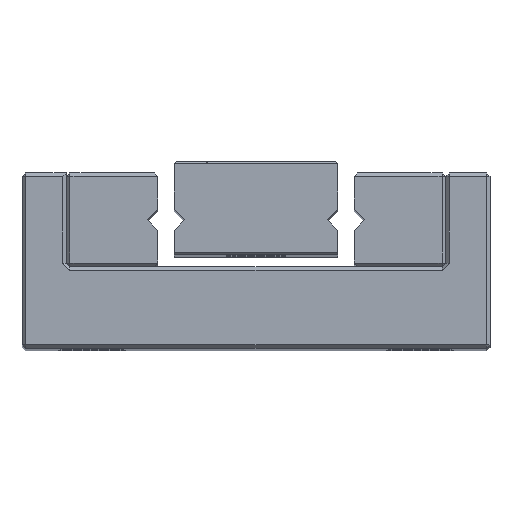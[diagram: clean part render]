
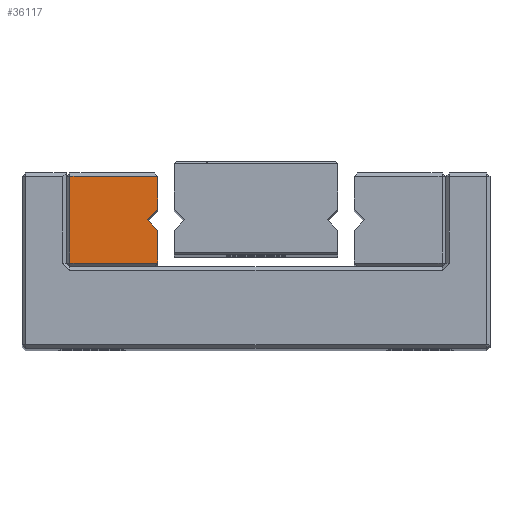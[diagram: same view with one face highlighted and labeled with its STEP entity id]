
A CAD part, top view. The second image highlights one B-rep face of the part: STEP entity #36117.
In plain terms, the highlighted planar face has unit normal (0, 0, 1).
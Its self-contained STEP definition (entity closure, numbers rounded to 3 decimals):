
#35717 = PLANE('',#35718);
#35718 = AXIS2_PLACEMENT_3D('',#35719,#35720,#35721);
#35719 = CARTESIAN_POINT('',(-4.2,7.5,0.));
#35720 = DIRECTION('',(1.,0.,0.));
#35721 = DIRECTION('',(0.,-1.,0.));
#35742 = VERTEX_POINT('',#35743);
#35743 = CARTESIAN_POINT('',(-4.2,7.35,55.));
#35769 = EDGE_CURVE('',#35742,#35770,#35772,.T.);
#35770 = VERTEX_POINT('',#35771);
#35771 = CARTESIAN_POINT('',(-4.2,5.95,55.));
#35772 = SURFACE_CURVE('',#35773,(#35777,#35784),.PCURVE_S1.);
#35773 = LINE('',#35774,#35775);
#35774 = CARTESIAN_POINT('',(-4.2,7.5,55.));
#35775 = VECTOR('',#35776,1.);
#35776 = DIRECTION('',(0.,-1.,0.));
#35777 = PCURVE('',#35717,#35778);
#35778 = DEFINITIONAL_REPRESENTATION('',(#35779),#35783);
#35779 = LINE('',#35780,#35781);
#35780 = CARTESIAN_POINT('',(0.,-55.));
#35781 = VECTOR('',#35782,1.);
#35782 = DIRECTION('',(1.,0.));
#35783 = ( GEOMETRIC_REPRESENTATION_CONTEXT(2) 
PARAMETRIC_REPRESENTATION_CONTEXT() REPRESENTATION_CONTEXT('2D SPACE',''
  ) );
#35784 = PCURVE('',#35785,#35790);
#35785 = PLANE('',#35786);
#35786 = AXIS2_PLACEMENT_3D('',#35787,#35788,#35789);
#35787 = CARTESIAN_POINT('',(-4.2,7.5,55.));
#35788 = DIRECTION('',(0.,0.,1.));
#35789 = DIRECTION('',(1.,0.,0.));
#35790 = DEFINITIONAL_REPRESENTATION('',(#35791),#35795);
#35791 = LINE('',#35792,#35793);
#35792 = CARTESIAN_POINT('',(0.,0.));
#35793 = VECTOR('',#35794,1.);
#35794 = DIRECTION('',(0.,-1.));
#35795 = ( GEOMETRIC_REPRESENTATION_CONTEXT(2) 
PARAMETRIC_REPRESENTATION_CONTEXT() REPRESENTATION_CONTEXT('2D SPACE',''
  ) );
#35811 = PLANE('',#35812);
#35812 = AXIS2_PLACEMENT_3D('',#35813,#35814,#35815);
#35813 = CARTESIAN_POINT('',(-4.2,5.95,0.));
#35814 = DIRECTION('',(0.707,-0.707,0.));
#35815 = DIRECTION('',(-0.707,-0.707,0.));
#35927 = PLANE('',#35928);
#35928 = AXIS2_PLACEMENT_3D('',#35929,#35930,#35931);
#35929 = CARTESIAN_POINT('',(-4.2,5.05,0.));
#35930 = DIRECTION('',(1.,0.,0.));
#35931 = DIRECTION('',(0.,-1.,0.));
#35955 = PLANE('',#35956);
#35956 = AXIS2_PLACEMENT_3D('',#35957,#35958,#35959);
#35957 = CARTESIAN_POINT('',(-4.65,5.5,0.));
#35958 = DIRECTION('',(0.707,0.707,0.));
#35959 = DIRECTION('',(0.707,-0.707,0.));
#36031 = PLANE('',#36032);
#36032 = AXIS2_PLACEMENT_3D('',#36033,#36034,#36035);
#36033 = CARTESIAN_POINT('',(-8.1,7.425,54.925));
#36034 = DIRECTION('',(0.,0.707,0.707));
#36035 = DIRECTION('',(-1.,0.,0.));
#36073 = EDGE_CURVE('',#35770,#36074,#36076,.T.);
#36074 = VERTEX_POINT('',#36075);
#36075 = CARTESIAN_POINT('',(-4.65,5.5,55.));
#36076 = SURFACE_CURVE('',#36077,(#36081,#36088),.PCURVE_S1.);
#36077 = LINE('',#36078,#36079);
#36078 = CARTESIAN_POINT('',(-4.2,5.95,55.));
#36079 = VECTOR('',#36080,1.);
#36080 = DIRECTION('',(-0.707,-0.707,0.));
#36081 = PCURVE('',#35811,#36082);
#36082 = DEFINITIONAL_REPRESENTATION('',(#36083),#36087);
#36083 = LINE('',#36084,#36085);
#36084 = CARTESIAN_POINT('',(0.,-55.));
#36085 = VECTOR('',#36086,1.);
#36086 = DIRECTION('',(1.,0.));
#36087 = ( GEOMETRIC_REPRESENTATION_CONTEXT(2) 
PARAMETRIC_REPRESENTATION_CONTEXT() REPRESENTATION_CONTEXT('2D SPACE',''
  ) );
#36088 = PCURVE('',#35785,#36089);
#36089 = DEFINITIONAL_REPRESENTATION('',(#36090),#36094);
#36090 = LINE('',#36091,#36092);
#36091 = CARTESIAN_POINT('',(0.,-1.55));
#36092 = VECTOR('',#36093,1.);
#36093 = DIRECTION('',(-0.707,-0.707));
#36094 = ( GEOMETRIC_REPRESENTATION_CONTEXT(2) 
PARAMETRIC_REPRESENTATION_CONTEXT() REPRESENTATION_CONTEXT('2D SPACE',''
  ) );
#36117 = ADVANCED_FACE('',(#36118),#35785,.T.);
#36118 = FACE_BOUND('',#36119,.T.);
#36119 = EDGE_LOOP('',(#36120,#36121,#36144,#36172,#36200,#36223,#36244)
  );
#36120 = ORIENTED_EDGE('',*,*,#35769,.F.);
#36121 = ORIENTED_EDGE('',*,*,#36122,.F.);
#36122 = EDGE_CURVE('',#36123,#35742,#36125,.T.);
#36123 = VERTEX_POINT('',#36124);
#36124 = CARTESIAN_POINT('',(-7.95,7.35,55.));
#36125 = SURFACE_CURVE('',#36126,(#36130,#36137),.PCURVE_S1.);
#36126 = LINE('',#36127,#36128);
#36127 = CARTESIAN_POINT('',(-8.1,7.35,55.));
#36128 = VECTOR('',#36129,1.);
#36129 = DIRECTION('',(1.,0.,0.));
#36130 = PCURVE('',#35785,#36131);
#36131 = DEFINITIONAL_REPRESENTATION('',(#36132),#36136);
#36132 = LINE('',#36133,#36134);
#36133 = CARTESIAN_POINT('',(-3.9,-0.15));
#36134 = VECTOR('',#36135,1.);
#36135 = DIRECTION('',(1.,0.));
#36136 = ( GEOMETRIC_REPRESENTATION_CONTEXT(2) 
PARAMETRIC_REPRESENTATION_CONTEXT() REPRESENTATION_CONTEXT('2D SPACE',''
  ) );
#36137 = PCURVE('',#36031,#36138);
#36138 = DEFINITIONAL_REPRESENTATION('',(#36139),#36143);
#36139 = LINE('',#36140,#36141);
#36140 = CARTESIAN_POINT('',(0.,0.106));
#36141 = VECTOR('',#36142,1.);
#36142 = DIRECTION('',(-1.,0.));
#36143 = ( GEOMETRIC_REPRESENTATION_CONTEXT(2) 
PARAMETRIC_REPRESENTATION_CONTEXT() REPRESENTATION_CONTEXT('2D SPACE',''
  ) );
#36144 = ORIENTED_EDGE('',*,*,#36145,.F.);
#36145 = EDGE_CURVE('',#36146,#36123,#36148,.T.);
#36146 = VERTEX_POINT('',#36147);
#36147 = CARTESIAN_POINT('',(-7.95,3.65,55.));
#36148 = SURFACE_CURVE('',#36149,(#36153,#36160),.PCURVE_S1.);
#36149 = LINE('',#36150,#36151);
#36150 = CARTESIAN_POINT('',(-7.95,3.5,55.));
#36151 = VECTOR('',#36152,1.);
#36152 = DIRECTION('',(0.,1.,0.));
#36153 = PCURVE('',#35785,#36154);
#36154 = DEFINITIONAL_REPRESENTATION('',(#36155),#36159);
#36155 = LINE('',#36156,#36157);
#36156 = CARTESIAN_POINT('',(-3.75,-4.));
#36157 = VECTOR('',#36158,1.);
#36158 = DIRECTION('',(0.,1.));
#36159 = ( GEOMETRIC_REPRESENTATION_CONTEXT(2) 
PARAMETRIC_REPRESENTATION_CONTEXT() REPRESENTATION_CONTEXT('2D SPACE',''
  ) );
#36160 = PCURVE('',#36161,#36166);
#36161 = PLANE('',#36162);
#36162 = AXIS2_PLACEMENT_3D('',#36163,#36164,#36165);
#36163 = CARTESIAN_POINT('',(-8.025,3.5,54.925));
#36164 = DIRECTION('',(-0.707,0.,0.707));
#36165 = DIRECTION('',(0.,-1.,0.));
#36166 = DEFINITIONAL_REPRESENTATION('',(#36167),#36171);
#36167 = LINE('',#36168,#36169);
#36168 = CARTESIAN_POINT('',(0.,0.106));
#36169 = VECTOR('',#36170,1.);
#36170 = DIRECTION('',(-1.,0.));
#36171 = ( GEOMETRIC_REPRESENTATION_CONTEXT(2) 
PARAMETRIC_REPRESENTATION_CONTEXT() REPRESENTATION_CONTEXT('2D SPACE',''
  ) );
#36172 = ORIENTED_EDGE('',*,*,#36173,.F.);
#36173 = EDGE_CURVE('',#36174,#36146,#36176,.T.);
#36174 = VERTEX_POINT('',#36175);
#36175 = CARTESIAN_POINT('',(-4.2,3.65,55.));
#36176 = SURFACE_CURVE('',#36177,(#36181,#36188),.PCURVE_S1.);
#36177 = LINE('',#36178,#36179);
#36178 = CARTESIAN_POINT('',(-4.2,3.65,55.));
#36179 = VECTOR('',#36180,1.);
#36180 = DIRECTION('',(-1.,0.,0.));
#36181 = PCURVE('',#35785,#36182);
#36182 = DEFINITIONAL_REPRESENTATION('',(#36183),#36187);
#36183 = LINE('',#36184,#36185);
#36184 = CARTESIAN_POINT('',(0.,-3.85));
#36185 = VECTOR('',#36186,1.);
#36186 = DIRECTION('',(-1.,0.));
#36187 = ( GEOMETRIC_REPRESENTATION_CONTEXT(2) 
PARAMETRIC_REPRESENTATION_CONTEXT() REPRESENTATION_CONTEXT('2D SPACE',''
  ) );
#36188 = PCURVE('',#36189,#36194);
#36189 = PLANE('',#36190);
#36190 = AXIS2_PLACEMENT_3D('',#36191,#36192,#36193);
#36191 = CARTESIAN_POINT('',(-4.2,3.575,54.925));
#36192 = DIRECTION('',(0.,-0.707,0.707));
#36193 = DIRECTION('',(1.,0.,0.));
#36194 = DEFINITIONAL_REPRESENTATION('',(#36195),#36199);
#36195 = LINE('',#36196,#36197);
#36196 = CARTESIAN_POINT('',(0.,0.106));
#36197 = VECTOR('',#36198,1.);
#36198 = DIRECTION('',(-1.,0.));
#36199 = ( GEOMETRIC_REPRESENTATION_CONTEXT(2) 
PARAMETRIC_REPRESENTATION_CONTEXT() REPRESENTATION_CONTEXT('2D SPACE',''
  ) );
#36200 = ORIENTED_EDGE('',*,*,#36201,.F.);
#36201 = EDGE_CURVE('',#36202,#36174,#36204,.T.);
#36202 = VERTEX_POINT('',#36203);
#36203 = CARTESIAN_POINT('',(-4.2,5.05,55.));
#36204 = SURFACE_CURVE('',#36205,(#36209,#36216),.PCURVE_S1.);
#36205 = LINE('',#36206,#36207);
#36206 = CARTESIAN_POINT('',(-4.2,5.05,55.));
#36207 = VECTOR('',#36208,1.);
#36208 = DIRECTION('',(0.,-1.,0.));
#36209 = PCURVE('',#35785,#36210);
#36210 = DEFINITIONAL_REPRESENTATION('',(#36211),#36215);
#36211 = LINE('',#36212,#36213);
#36212 = CARTESIAN_POINT('',(0.,-2.45));
#36213 = VECTOR('',#36214,1.);
#36214 = DIRECTION('',(0.,-1.));
#36215 = ( GEOMETRIC_REPRESENTATION_CONTEXT(2) 
PARAMETRIC_REPRESENTATION_CONTEXT() REPRESENTATION_CONTEXT('2D SPACE',''
  ) );
#36216 = PCURVE('',#35927,#36217);
#36217 = DEFINITIONAL_REPRESENTATION('',(#36218),#36222);
#36218 = LINE('',#36219,#36220);
#36219 = CARTESIAN_POINT('',(0.,-55.));
#36220 = VECTOR('',#36221,1.);
#36221 = DIRECTION('',(1.,0.));
#36222 = ( GEOMETRIC_REPRESENTATION_CONTEXT(2) 
PARAMETRIC_REPRESENTATION_CONTEXT() REPRESENTATION_CONTEXT('2D SPACE',''
  ) );
#36223 = ORIENTED_EDGE('',*,*,#36224,.F.);
#36224 = EDGE_CURVE('',#36074,#36202,#36225,.T.);
#36225 = SURFACE_CURVE('',#36226,(#36230,#36237),.PCURVE_S1.);
#36226 = LINE('',#36227,#36228);
#36227 = CARTESIAN_POINT('',(-4.65,5.5,55.));
#36228 = VECTOR('',#36229,1.);
#36229 = DIRECTION('',(0.707,-0.707,0.));
#36230 = PCURVE('',#35785,#36231);
#36231 = DEFINITIONAL_REPRESENTATION('',(#36232),#36236);
#36232 = LINE('',#36233,#36234);
#36233 = CARTESIAN_POINT('',(-0.45,-2.));
#36234 = VECTOR('',#36235,1.);
#36235 = DIRECTION('',(0.707,-0.707));
#36236 = ( GEOMETRIC_REPRESENTATION_CONTEXT(2) 
PARAMETRIC_REPRESENTATION_CONTEXT() REPRESENTATION_CONTEXT('2D SPACE',''
  ) );
#36237 = PCURVE('',#35955,#36238);
#36238 = DEFINITIONAL_REPRESENTATION('',(#36239),#36243);
#36239 = LINE('',#36240,#36241);
#36240 = CARTESIAN_POINT('',(0.,-55.));
#36241 = VECTOR('',#36242,1.);
#36242 = DIRECTION('',(1.,0.));
#36243 = ( GEOMETRIC_REPRESENTATION_CONTEXT(2) 
PARAMETRIC_REPRESENTATION_CONTEXT() REPRESENTATION_CONTEXT('2D SPACE',''
  ) );
#36244 = ORIENTED_EDGE('',*,*,#36073,.F.);
